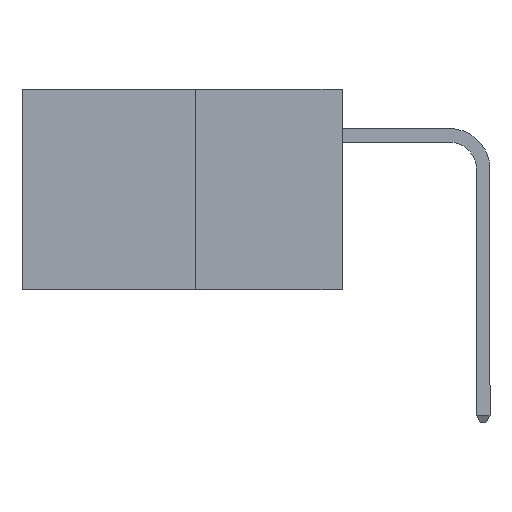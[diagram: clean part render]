
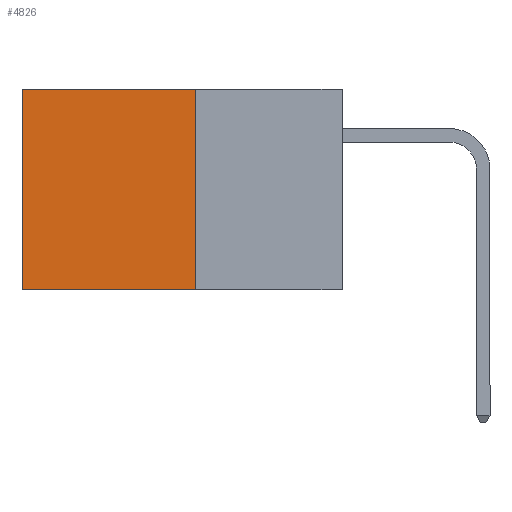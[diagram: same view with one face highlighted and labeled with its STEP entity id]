
A CAD part, left-side view. The second image highlights one B-rep face of the part: STEP entity #4826.
In plain terms, the highlighted planar face has unit normal (-1, 0, 0).
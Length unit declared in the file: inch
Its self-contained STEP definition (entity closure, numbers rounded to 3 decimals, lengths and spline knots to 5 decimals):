
#94 = LINE ( 'NONE', #8508, #6063 ) ;
#98 = ORIENTED_EDGE ( 'NONE', *, *, #4721, .T. ) ;
#764 = VECTOR ( 'NONE', #4371, 39.37008 ) ;
#906 = VECTOR ( 'NONE', #5450, 39.37008 ) ;
#1298 = CARTESIAN_POINT ( 'NONE',  ( 0.277, 0.59, 0. ) ) ;
#1320 = VERTEX_POINT ( 'NONE', #8236 ) ;
#1415 = VERTEX_POINT ( 'NONE', #2069 ) ;
#1453 = VERTEX_POINT ( 'NONE', #1298 ) ;
#1751 = DIRECTION ( 'NONE',  ( 0., 0., -1. ) ) ;
#1779 = ORIENTED_EDGE ( 'NONE', *, *, #7754, .F. ) ;
#2069 = CARTESIAN_POINT ( 'NONE',  ( 0.277, 0.59, -0.37 ) ) ;
#2158 = VECTOR ( 'NONE', #5176, 39.37008 ) ;
#2895 = CARTESIAN_POINT ( 'NONE',  ( 0.277, 0.27, -0.37 ) ) ;
#4027 = DIRECTION ( 'NONE',  ( 0., 0., -1. ) ) ;
#4093 = DIRECTION ( 'NONE',  ( 1., 0., 0. ) ) ;
#4113 = PLANE ( 'NONE',  #6132 ) ;
#4133 = CARTESIAN_POINT ( 'NONE',  ( 0.277, 0.27, -0.37 ) ) ;
#4170 = EDGE_CURVE ( 'NONE', #1453, #1415, #7939, .T. ) ;
#4371 = DIRECTION ( 'NONE',  ( 0., 1., 0. ) ) ;
#4721 = EDGE_CURVE ( 'NONE', #1320, #1453, #8735, .T. ) ;
#4826 = ADVANCED_FACE ( 'NONE', ( #5886 ), #4113, .F. ) ;
#5173 = CARTESIAN_POINT ( 'NONE',  ( 0.277, 0.27, 0. ) ) ;
#5176 = DIRECTION ( 'NONE',  ( 0., 0., -1. ) ) ;
#5205 = ORIENTED_EDGE ( 'NONE', *, *, #5370, .F. ) ;
#5214 = CARTESIAN_POINT ( 'NONE',  ( 0.277, 0.59, -0.37 ) ) ;
#5254 = CARTESIAN_POINT ( 'NONE',  ( 0.277, 0.27, -0.37 ) ) ;
#5370 = EDGE_CURVE ( 'NONE', #9655, #1415, #9068, .T. ) ;
#5450 = DIRECTION ( 'NONE',  ( 0., 1., 0. ) ) ;
#5886 = FACE_OUTER_BOUND ( 'NONE', #7068, .T. ) ;
#6002 = ORIENTED_EDGE ( 'NONE', *, *, #4170, .T. ) ;
#6063 = VECTOR ( 'NONE', #1751, 39.37008 ) ;
#6132 = AXIS2_PLACEMENT_3D ( 'NONE', #4133, #4093, #4027 ) ;
#7068 = EDGE_LOOP ( 'NONE', ( #6002, #5205, #1779, #98 ) ) ;
#7754 = EDGE_CURVE ( 'NONE', #1320, #9655, #94, .T. ) ;
#7939 = LINE ( 'NONE', #5214, #2158 ) ;
#8236 = CARTESIAN_POINT ( 'NONE',  ( 0.277, 0.27, 0. ) ) ;
#8508 = CARTESIAN_POINT ( 'NONE',  ( 0.277, 0.27, -0.37 ) ) ;
#8735 = LINE ( 'NONE', #5173, #906 ) ;
#9068 = LINE ( 'NONE', #5254, #764 ) ;
#9655 = VERTEX_POINT ( 'NONE', #2895 ) ;
